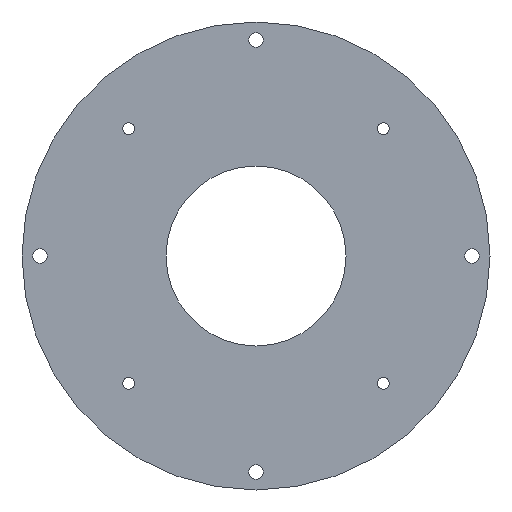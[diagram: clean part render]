
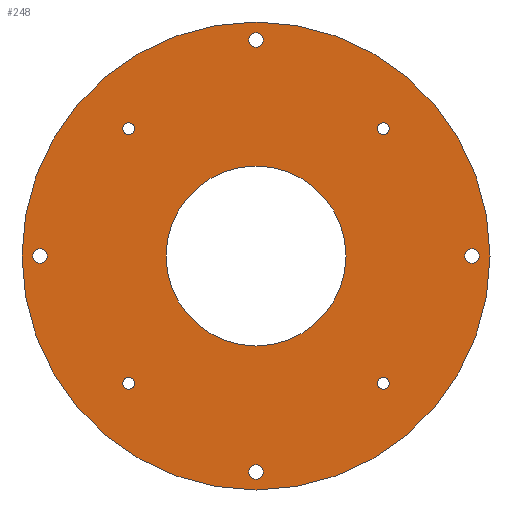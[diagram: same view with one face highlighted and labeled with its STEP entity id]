
A CAD part, left-side view. The second image highlights one B-rep face of the part: STEP entity #248.
In plain terms, the highlighted planar face has unit normal (-1, 0, 0).
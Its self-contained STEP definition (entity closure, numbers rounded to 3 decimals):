
#24=FACE_BOUND('',#68,.T.);
#25=FACE_BOUND('',#69,.T.);
#26=FACE_BOUND('',#70,.T.);
#27=FACE_BOUND('',#71,.T.);
#28=FACE_BOUND('',#72,.T.);
#29=FACE_BOUND('',#73,.T.);
#30=FACE_BOUND('',#74,.T.);
#31=FACE_BOUND('',#75,.T.);
#32=FACE_BOUND('',#76,.T.);
#34=PLANE('',#303);
#46=FACE_OUTER_BOUND('',#67,.T.);
#67=EDGE_LOOP('',(#217));
#68=EDGE_LOOP('',(#218));
#69=EDGE_LOOP('',(#219));
#70=EDGE_LOOP('',(#220));
#71=EDGE_LOOP('',(#221));
#72=EDGE_LOOP('',(#222));
#73=EDGE_LOOP('',(#223));
#74=EDGE_LOOP('',(#224));
#75=EDGE_LOOP('',(#225));
#76=EDGE_LOOP('',(#226));
#98=CIRCLE('',#274,1.621);
#100=CIRCLE('',#277,1.621);
#102=CIRCLE('',#280,1.621);
#104=CIRCLE('',#283,1.621);
#106=CIRCLE('',#286,2.);
#108=CIRCLE('',#289,2.);
#110=CIRCLE('',#292,2.);
#112=CIRCLE('',#295,2.);
#114=CIRCLE('',#298,25.);
#116=CIRCLE('',#301,65.);
#118=VERTEX_POINT('',#384);
#120=VERTEX_POINT('',#390);
#122=VERTEX_POINT('',#396);
#124=VERTEX_POINT('',#402);
#126=VERTEX_POINT('',#408);
#128=VERTEX_POINT('',#414);
#130=VERTEX_POINT('',#420);
#132=VERTEX_POINT('',#426);
#134=VERTEX_POINT('',#432);
#136=VERTEX_POINT('',#438);
#139=EDGE_CURVE('',#118,#118,#98,.T.);
#142=EDGE_CURVE('',#120,#120,#100,.T.);
#145=EDGE_CURVE('',#122,#122,#102,.T.);
#148=EDGE_CURVE('',#124,#124,#104,.T.);
#151=EDGE_CURVE('',#126,#126,#106,.T.);
#154=EDGE_CURVE('',#128,#128,#108,.T.);
#157=EDGE_CURVE('',#130,#130,#110,.T.);
#160=EDGE_CURVE('',#132,#132,#112,.T.);
#163=EDGE_CURVE('',#134,#134,#114,.T.);
#166=EDGE_CURVE('',#136,#136,#116,.T.);
#217=ORIENTED_EDGE('',*,*,#166,.F.);
#218=ORIENTED_EDGE('',*,*,#139,.T.);
#219=ORIENTED_EDGE('',*,*,#142,.T.);
#220=ORIENTED_EDGE('',*,*,#145,.T.);
#221=ORIENTED_EDGE('',*,*,#148,.T.);
#222=ORIENTED_EDGE('',*,*,#151,.T.);
#223=ORIENTED_EDGE('',*,*,#154,.T.);
#224=ORIENTED_EDGE('',*,*,#157,.T.);
#225=ORIENTED_EDGE('',*,*,#160,.T.);
#226=ORIENTED_EDGE('',*,*,#163,.F.);
#248=ADVANCED_FACE('',(#46,#24,#25,#26,#27,#28,#29,#30,#31,#32),#34,.F.);
#274=AXIS2_PLACEMENT_3D('',#386,#311,#312);
#277=AXIS2_PLACEMENT_3D('',#392,#318,#319);
#280=AXIS2_PLACEMENT_3D('',#398,#325,#326);
#283=AXIS2_PLACEMENT_3D('',#404,#332,#333);
#286=AXIS2_PLACEMENT_3D('',#410,#339,#340);
#289=AXIS2_PLACEMENT_3D('',#416,#346,#347);
#292=AXIS2_PLACEMENT_3D('',#422,#353,#354);
#295=AXIS2_PLACEMENT_3D('',#428,#360,#361);
#298=AXIS2_PLACEMENT_3D('',#434,#367,#368);
#301=AXIS2_PLACEMENT_3D('',#440,#374,#375);
#303=AXIS2_PLACEMENT_3D('',#442,#378,#379);
#311=DIRECTION('center_axis',(1.,0.,0.));
#312=DIRECTION('ref_axis',(0.,0.,-1.));
#318=DIRECTION('center_axis',(1.,0.,0.));
#319=DIRECTION('ref_axis',(0.,0.,-1.));
#325=DIRECTION('center_axis',(1.,0.,0.));
#326=DIRECTION('ref_axis',(0.,0.,-1.));
#332=DIRECTION('center_axis',(1.,0.,0.));
#333=DIRECTION('ref_axis',(0.,0.,-1.));
#339=DIRECTION('center_axis',(1.,0.,0.));
#340=DIRECTION('ref_axis',(0.,0.,-1.));
#346=DIRECTION('center_axis',(1.,0.,0.));
#347=DIRECTION('ref_axis',(0.,0.,-1.));
#353=DIRECTION('center_axis',(1.,0.,0.));
#354=DIRECTION('ref_axis',(0.,0.,-1.));
#360=DIRECTION('center_axis',(1.,0.,0.));
#361=DIRECTION('ref_axis',(0.,0.,-1.));
#367=DIRECTION('center_axis',(-1.,0.,0.));
#368=DIRECTION('ref_axis',(0.,-1.,0.));
#374=DIRECTION('center_axis',(1.,0.,0.));
#375=DIRECTION('ref_axis',(0.,1.,0.));
#378=DIRECTION('center_axis',(1.,0.,0.));
#379=DIRECTION('ref_axis',(0.,0.,-1.));
#384=CARTESIAN_POINT('',(0.,35.355,-33.734));
#386=CARTESIAN_POINT('Origin',(0.,35.355,-35.355));
#390=CARTESIAN_POINT('',(0.,-35.355,36.976));
#392=CARTESIAN_POINT('Origin',(0.,-35.355,35.355));
#396=CARTESIAN_POINT('',(0.,-35.355,-33.734));
#398=CARTESIAN_POINT('Origin',(0.,-35.355,-35.355));
#402=CARTESIAN_POINT('',(0.,35.355,36.976));
#404=CARTESIAN_POINT('Origin',(0.,35.355,35.355));
#408=CARTESIAN_POINT('',(0.,-60.,2.));
#410=CARTESIAN_POINT('Origin',(0.,-60.,0.));
#414=CARTESIAN_POINT('',(0.,60.,2.));
#416=CARTESIAN_POINT('Origin',(0.,60.,0.));
#420=CARTESIAN_POINT('',(0.,0.,-58.));
#422=CARTESIAN_POINT('Origin',(0.,0.,-60.));
#426=CARTESIAN_POINT('',(0.,0.,62.));
#428=CARTESIAN_POINT('Origin',(0.,0.,60.));
#432=CARTESIAN_POINT('',(0.,25.,0.));
#434=CARTESIAN_POINT('Origin',(0.,0.,0.));
#438=CARTESIAN_POINT('',(0.,-65.,0.));
#440=CARTESIAN_POINT('Origin',(0.,0.,0.));
#442=CARTESIAN_POINT('Origin',(0.,0.,0.));
